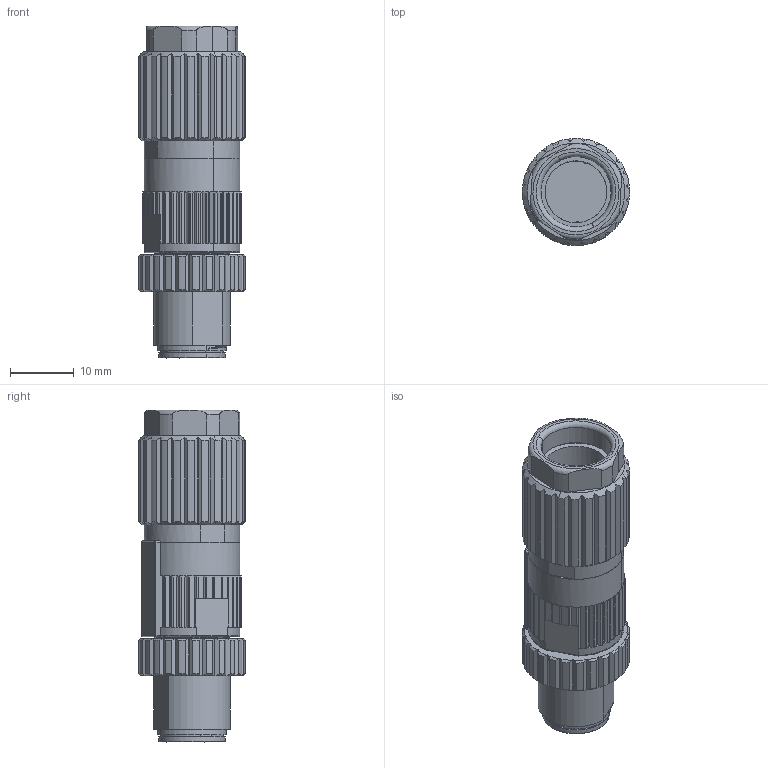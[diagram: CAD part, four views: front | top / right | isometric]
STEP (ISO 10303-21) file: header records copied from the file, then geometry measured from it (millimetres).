
FILE_DESCRIPTION(('CATIA V5 STEP Exchange','CAx-IF Rec.Pracs.--- Model Styling and Organization---1.4--- 2014-01-23'),'2;1');
FILE_NAME ('011373-2_1', '2020-01-06T12:32:00+00:00', ('none'), ('Weidmueller'), 'CATIA Version 5-6 Release 2016 SP3 HF44', 'CATIA V5 STEP AP214', 'none');
FILE_SCHEMA(('AUTOMOTIVE_DESIGN { 1 0 10303 214 1 1 1 1 }'));
Length unit declared in the file: millimetre
Products named in the file (1): 1324020000
Bounding box: 16.8 x 16.8 x 52 mm (x, y, z)
Volume: 7421.9 mm3; surface area: 4882.3 mm2
Topology: 9 solids, 9 shells, 751 faces, 2022 edges, 1268 vertices
Faces by surface type: plane 354, cylinder 254, cone 79, sphere 36, torus 17, bspline 11
Entity records: 24799 total; most frequent: CARTESIAN_POINT 7365, ORIENTED_EDGE 3980, DIRECTION 2944, EDGE_CURVE 1990, AXIS2_PLACEMENT_3D 1307, VERTEX_POINT 1268, VECTOR 917, LINE 917
